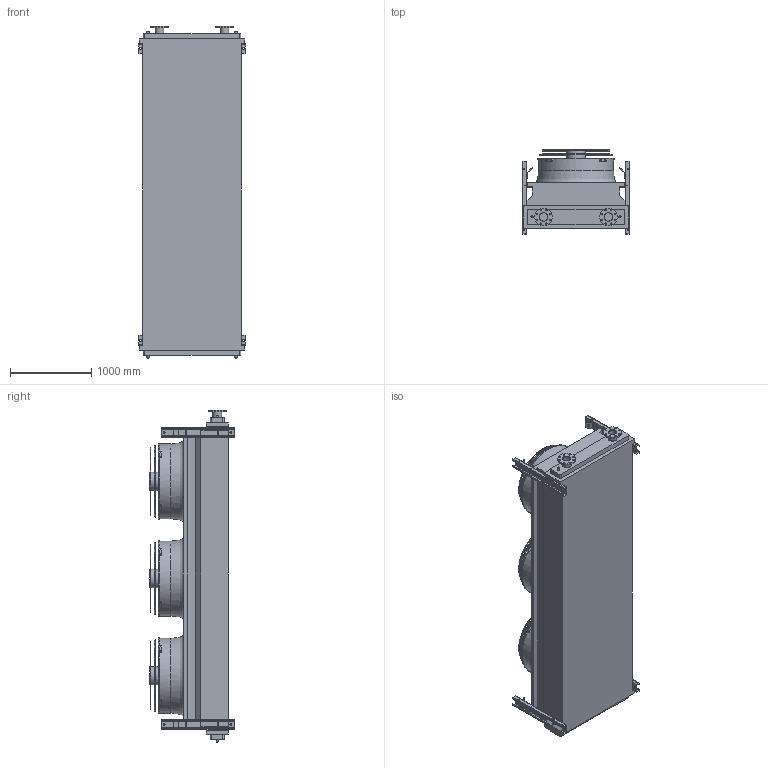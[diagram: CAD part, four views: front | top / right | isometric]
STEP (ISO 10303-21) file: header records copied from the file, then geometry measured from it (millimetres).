
FILE_DESCRIPTION (( 'STEP AP203' ), '1' );
FILE_NAME ('BOAS_03M_V_SS.STEP', '2017-03-30T07:11:05', ( 'Alfa Laval' ), ( 'Alfa Laval' ), 'SwSTEP 2.0', 'SolidWorks 2016', '' );
FILE_SCHEMA (( 'CONFIG_CONTROL_DESIGN' ));
Length unit declared in the file: millimetre
Products named in the file (4): BOA_LIGHT_BOCF_30T_M_3M_SS; BOFE_HV_LIGHT_BOS3M; BOFA_LIGHT_�910 IEC; BOAS_03M_V_SS
Assembly tree (5 placements, depth 2):
  BOAS_03M_V_SS
    BOA_LIGHT_BOCF_30T_M_3M_SS
    BOFE_HV_LIGHT_BOS3M
    BOFA_LIGHT_�910 IEC  x3
Bounding box: 1326 x 1040 x 4098 mm (x, y, z)
Volume: 3139530370.4 mm3; surface area: 25029958.4 mm2
Topology: 62 solids, 65 shells, 910 faces, 2221 edges, 1469 vertices
Faces by surface type: plane 420, cylinder 306, torus 163, cone 18, bspline 3
Full cylindrical faces by diameter (mm): 14 x24, 18 x16, 20 x8, 25 x4, 28 x12, 103 x2, 108 x2, 220 x2, 228 x3, 236 x3, 262.56 x3, 276 x3, 308 x3, 328 x3, 406.8 x3, 426.8 x3, 505.6 x3, 525.6 x3, 604.4 x3, 624.4 x3, 703.2 x3, 723.2 x3, 802 x3, 926 x3
Entity records: 19325 total; most frequent: CARTESIAN_POINT 5446, DIRECTION 2865, ORIENTED_EDGE 2540, EDGE_CURVE 1270, AXIS2_PLACEMENT_3D 1096, VERTEX_POINT 894, EDGE_LOOP 832, VECTOR 673
